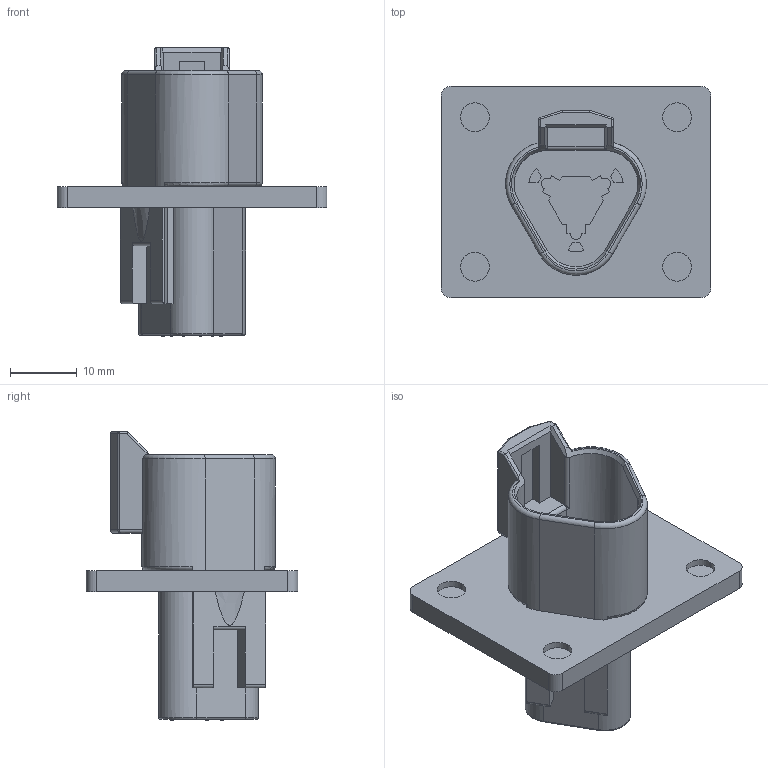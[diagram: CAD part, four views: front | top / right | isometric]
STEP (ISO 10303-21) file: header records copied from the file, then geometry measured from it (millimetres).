
FILE_DESCRIPTION((''),'2;1');
FILE_NAME('C-DT04-3P-CL03','2016-03-23T',('workeradm'),('Tyco Electronics Ltd.'),'CREO PARAMETRIC BY PTC INC, 2015200','CREO PARAMETRIC BY PTC INC, 2015200','');
FILE_SCHEMA(('AUTOMOTIVE_DESIGN { 1 0 10303 214 1 1 1 1 }'));
Length unit declared in the file: millimetre
Products named in the file (1): C-DT04-3P-CL03
Bounding box: 40.51 x 31.75 x 43.28 mm (x, y, z)
Volume: 9425.7 mm3; surface area: 6779.7 mm2
Topology: 1 solids, 1 shells, 240 faces, 575 edges, 364 vertices
Faces by surface type: plane 114, cylinder 79, torus 23, bspline 16, sphere 4, cone 4
Entity records: 7574 total; most frequent: CARTESIAN_POINT 1893, DIRECTION 1207, ORIENTED_EDGE 1150, EDGE_CURVE 575, AXIS2_PLACEMENT_3D 445, VERTEX_POINT 364, VECTOR 317, LINE 317
